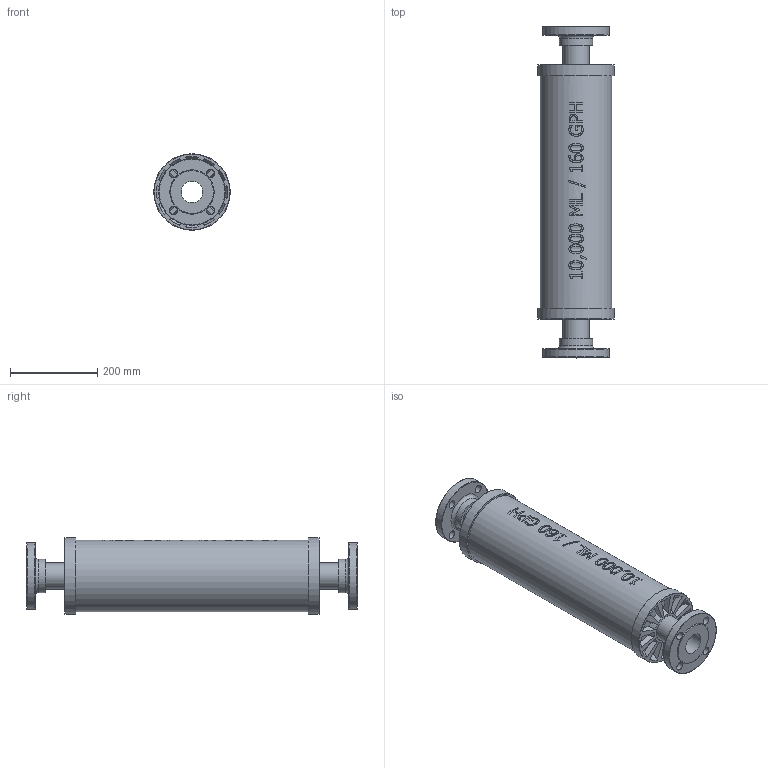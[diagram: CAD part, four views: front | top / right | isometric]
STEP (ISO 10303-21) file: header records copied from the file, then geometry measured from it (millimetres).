
FILE_DESCRIPTION((''),'2;1');
FILE_NAME('PV#2-10000-F_R0.iam.stp','2016-10-13T14:09:27',(''),(''),'Autodesk Inventor 2009','Autodesk Inventor 2009','');
FILE_SCHEMA(('AUTOMOTIVE_DESIGN { 1 0 10303 214 1 1 1 1 }'));
Length unit declared in the file: inch
Products named in the file (3): PV#2-10000-F_R0; PV-10000-TUBE_R0; SA-20FLG-PVC_R0
Assembly tree (3 placements, depth 2):
  PV#2-10000-F_R0
    PV-10000-TUBE_R0
    SA-20FLG-PVC_R0  x2
Bounding box: 175.41 x 762 x 175.41 mm (x, y, z)
Volume: 2293810.8 mm3; surface area: 924053.1 mm2
Topology: 3 solids, 3 shells, 413 faces, 1015 edges, 662 vertices
Faces by surface type: bspline 237, plane 122, cylinder 32, cone 22
Full cylindrical faces by diameter (mm): 19.05 x4, 159.766 x2, 160.528 x1, 165.1 x1, 165.862 x2
Entity records: 57928 total; most frequent: CARTESIAN_POINT 51699, ORIENTED_EDGE 1496, DIRECTION 806, EDGE_CURVE 748, VERTEX_POINT 505, EDGE_LOOP 383, FACE_OUTER_BOUND 309, ADVANCED_FACE 309
